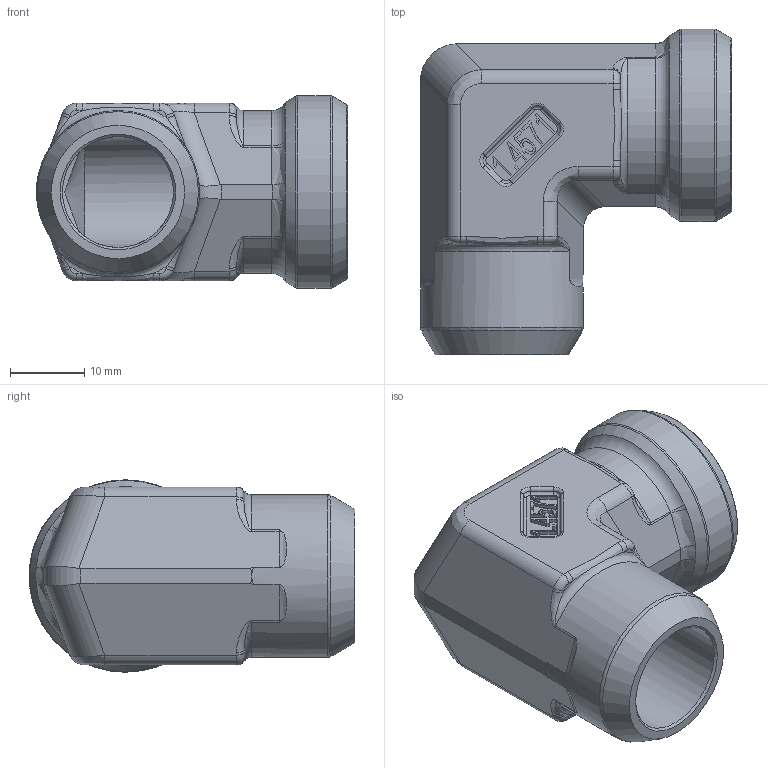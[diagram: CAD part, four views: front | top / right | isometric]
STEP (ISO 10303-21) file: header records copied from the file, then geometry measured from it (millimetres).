
FILE_DESCRIPTION(/* description */ (''),/* implementation_level */ '2;1');
FILE_NAME(/* name */ 'X-WAV18.stp',/* time_stamp */ '2025-01-16T11:45:19+01:00',/* author */ (''),/* organization */ (''),/* preprocessor_version */ 'ST-DEVELOPER v16',/* originating_system */ 'SIEMENS PLM Software NX 10.0',/* authorisation */ '');
FILE_SCHEMA (('AP203_CONFIGURATION_CONTROLLED_3D_DESIGN_OF_MECHANICAL_PARTS_AND_ASSEMBLIES_MIM_LF { 1 0 10303 403 2 1 2}'));
Length unit declared in the file: millimetre
Products named in the file (1): nwer41844EE665x4
Bounding box: 42 x 44 x 26 mm (x, y, z)
Volume: 14473.4 mm3; surface area: 8051 mm2
Topology: 1 solids, 1 shells, 266 faces, 667 edges, 416 vertices
Faces by surface type: plane 106, cylinder 62, bspline 38, torus 37, extrusion 13, cone 10
Full cylindrical faces by diameter (mm): 15 x2, 18.2 x1, 22 x1, 26 x1
Entity records: 9355 total; most frequent: CARTESIAN_POINT 3288, ORIENTED_EDGE 1282, DIRECTION 1153, EDGE_CURVE 641, VERTEX_POINT 409, AXIS2_PLACEMENT_3D 407, VECTOR 339, LINE 326
